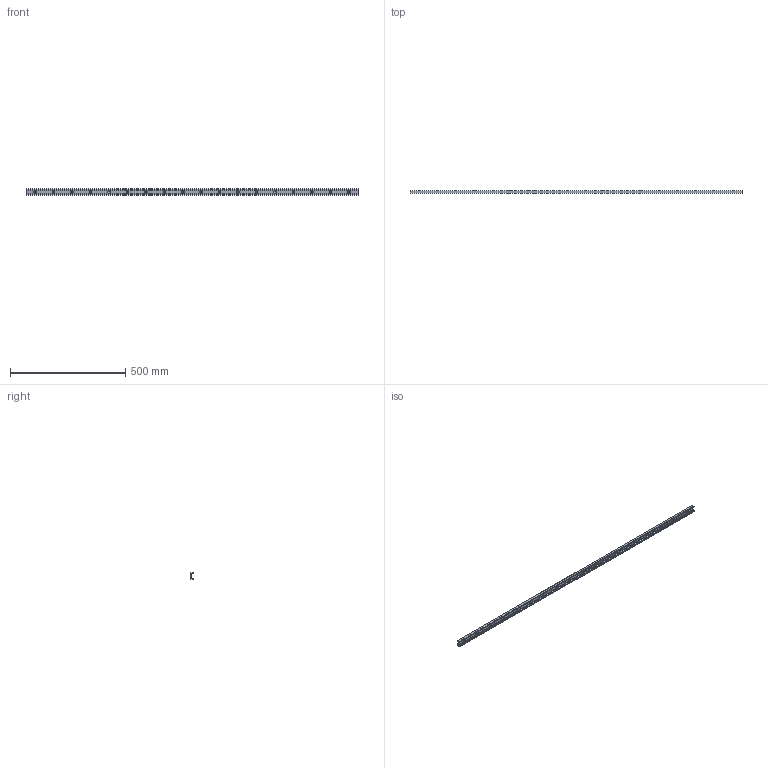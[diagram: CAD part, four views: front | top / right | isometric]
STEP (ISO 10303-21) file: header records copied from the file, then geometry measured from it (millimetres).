
FILE_DESCRIPTION((''),'2;1');
FILE_NAME('LCX 28H-1440.V.stp','2016-04-28T13:26:21',('MRathmann'),(''),'Autodesk Inventor 2012','Autodesk Inventor 2012','');
FILE_SCHEMA(('CONFIG_CONTROL_DESIGN'));
Length unit declared in the file: millimetre
Products named in the file (1): LCX 28H-1440.V
Bounding box: 1440 x 12.3 x 28 mm (x, y, z)
Volume: 234012.8 mm3; surface area: 138906.7 mm2
Topology: 1 solids, 1 shells, 60 faces, 156 edges, 98 vertices
Faces by surface type: cylinder 29, cone 18, plane 13
Full cylindrical faces by diameter (mm): 5.5 x18
Entity records: 1770 total; most frequent: DIRECTION 318, CARTESIAN_POINT 279, ORIENTED_EDGE 240, AXIS2_PLACEMENT_3D 137, EDGE_LOOP 132, EDGE_CURVE 120, VERTEX_POINT 98, CIRCLE 76
